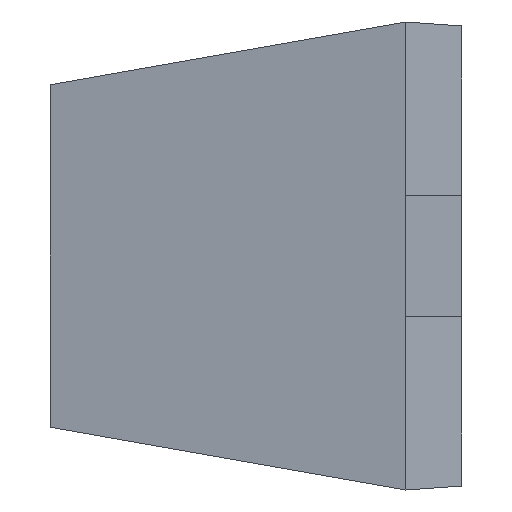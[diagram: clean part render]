
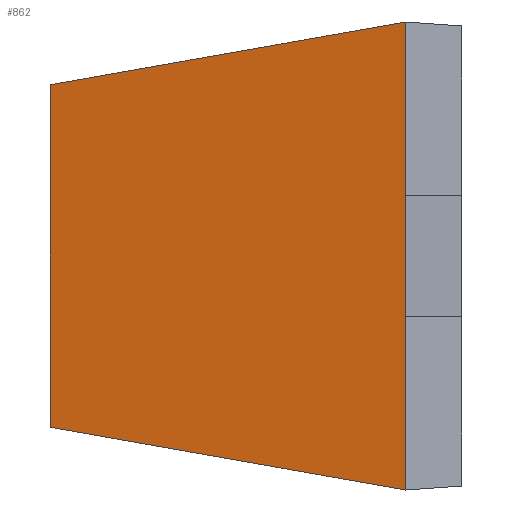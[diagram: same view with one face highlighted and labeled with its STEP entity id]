
A CAD part, left-side view. The second image highlights one B-rep face of the part: STEP entity #862.
In plain terms, the highlighted planar face has unit normal (-0.985, 0.174, 0).
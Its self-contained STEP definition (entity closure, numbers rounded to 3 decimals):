
#6 = FACE_OUTER_BOUND ( 'NONE', #998, .T. ) ;
#8 = CARTESIAN_POINT ( 'NONE',  ( -0.85, 0.15, 0.625 ) ) ;
#16 = LINE ( 'NONE', #403, #547 ) ;
#36 = LINE ( 'NONE', #620, #633 ) ;
#69 = ORIENTED_EDGE ( 'NONE', *, *, #740, .F. ) ;
#82 = CARTESIAN_POINT ( 'NONE',  ( -0.85, 0.15, 0.162 ) ) ;
#86 = CARTESIAN_POINT ( 'NONE',  ( -0.813, 0.358, -0.588 ) ) ;
#93 = LINE ( 'NONE', #86, #629 ) ;
#109 = VERTEX_POINT ( 'NONE', #82 ) ;
#171 = CARTESIAN_POINT ( 'NONE',  ( -0.682, 1.1, -0.457 ) ) ;
#211 = DIRECTION ( 'NONE',  ( 0., 0., 1. ) ) ;
#221 = DIRECTION ( 'NONE',  ( 0., 0., 1. ) ) ;
#242 = EDGE_CURVE ( 'NONE', #717, #432, #93, .T. ) ;
#265 = VERTEX_POINT ( 'NONE', #946 ) ;
#274 = CARTESIAN_POINT ( 'NONE',  ( -0.85, 0.15, -0.625 ) ) ;
#388 = DIRECTION ( 'NONE',  ( -0.985, 0.174, 0. ) ) ;
#403 = CARTESIAN_POINT ( 'NONE',  ( -0.682, 1.1, 0.625 ) ) ;
#432 = VERTEX_POINT ( 'NONE', #274 ) ;
#442 = DIRECTION ( 'NONE',  ( -0.171, -0.97, 0.171 ) ) ;
#532 = ORIENTED_EDGE ( 'NONE', *, *, #1044, .T. ) ;
#544 = CARTESIAN_POINT ( 'NONE',  ( -0.85, 0.15, 0.625 ) ) ;
#547 = VECTOR ( 'NONE', #211, 1000. ) ;
#582 = CARTESIAN_POINT ( 'NONE',  ( -0.85, 0.15, 0.625 ) ) ;
#596 = AXIS2_PLACEMENT_3D ( 'NONE', #582, #388, #876 ) ;
#620 = CARTESIAN_POINT ( 'NONE',  ( -0.85, 0.15, 0.625 ) ) ;
#624 = VERTEX_POINT ( 'NONE', #787 ) ;
#629 = VECTOR ( 'NONE', #767, 1000. ) ;
#631 = ORIENTED_EDGE ( 'NONE', *, *, #1226, .T. ) ;
#633 = VECTOR ( 'NONE', #1001, 1000. ) ;
#704 = ORIENTED_EDGE ( 'NONE', *, *, #912, .T. ) ;
#717 = VERTEX_POINT ( 'NONE', #171 ) ;
#740 = EDGE_CURVE ( 'NONE', #265, #624, #923, .T. ) ;
#764 = VECTOR ( 'NONE', #221, 1000. ) ;
#767 = DIRECTION ( 'NONE',  ( -0.171, -0.97, -0.171 ) ) ;
#768 = LINE ( 'NONE', #1145, #764 ) ;
#772 = VERTEX_POINT ( 'NONE', #1237 ) ;
#787 = CARTESIAN_POINT ( 'NONE',  ( -0.85, 0.15, 0.625 ) ) ;
#797 = PLANE ( 'NONE',  #596 ) ;
#805 = ORIENTED_EDGE ( 'NONE', *, *, #242, .T. ) ;
#862 = ADVANCED_FACE ( 'NONE', ( #6 ), #797, .T. ) ;
#864 = ORIENTED_EDGE ( 'NONE', *, *, #1222, .F. ) ;
#876 = DIRECTION ( 'NONE',  ( -0.174, -0.985, 0. ) ) ;
#886 = LINE ( 'NONE', #8, #944 ) ;
#912 = EDGE_CURVE ( 'NONE', #772, #109, #36, .T. ) ;
#923 = LINE ( 'NONE', #544, #976 ) ;
#944 = VECTOR ( 'NONE', #982, 1000. ) ;
#946 = CARTESIAN_POINT ( 'NONE',  ( -0.682, 1.1, 0.457 ) ) ;
#976 = VECTOR ( 'NONE', #442, 1000. ) ;
#982 = DIRECTION ( 'NONE',  ( 0., 0., 1. ) ) ;
#998 = EDGE_LOOP ( 'NONE', ( #864, #805, #532, #704, #631, #69 ) ) ;
#1001 = DIRECTION ( 'NONE',  ( 0., 0., 1. ) ) ;
#1044 = EDGE_CURVE ( 'NONE', #432, #772, #768, .T. ) ;
#1145 = CARTESIAN_POINT ( 'NONE',  ( -0.85, 0.15, 0.625 ) ) ;
#1222 = EDGE_CURVE ( 'NONE', #717, #265, #16, .T. ) ;
#1226 = EDGE_CURVE ( 'NONE', #109, #624, #886, .T. ) ;
#1237 = CARTESIAN_POINT ( 'NONE',  ( -0.85, 0.15, -0.163 ) ) ;
